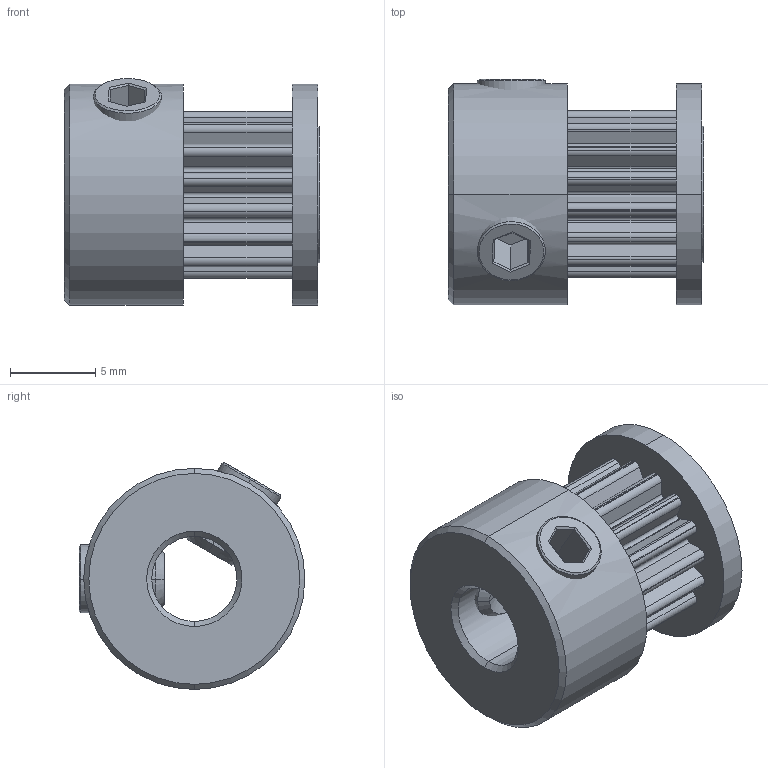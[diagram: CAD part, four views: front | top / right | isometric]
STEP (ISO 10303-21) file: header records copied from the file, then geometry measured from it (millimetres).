
FILE_DESCRIPTION (( 'STEP AP214' ), '1' );
FILE_NAME ('A112 Øêèâ GT2-16, O îòâåðñòèÿ 5 ìì.STEP', '2019-10-18T09:16:07', ( 'Windows User' ), ( '' ), 'SwSTEP 2.0', 'SolidWorks 2019', '' );
FILE_SCHEMA (( 'AUTOMOTIVE_DESIGN' ));
Length unit declared in the file: millimetre
Products named in the file (3): A112 Øêèâ GT2-16, O îòâåðñòèÿ 5 ìì; S54 妈眚 篑蜞眍忸黜 DIN 916 󊅝_M4(4)
Assembly tree (3 placements, depth 2):
  A112 Øêèâ GT2-16, O îòâåðñòèÿ 5 ìì
    A112 Øêèâ GT2-16, O îòâåðñòèÿ 5 ìì
    S54 妈眚 篑蜞眍忸黜 DIN 916 󊅝_M4(4)  x2
Bounding box: 15 x 13.27 x 13.34 mm (x, y, z)
Volume: 1271.3 mm3; surface area: 1529.4 mm2
Topology: 3 solids, 3 shells, 174 faces, 468 edges, 300 vertices
Faces by surface type: cylinder 91, plane 65, cone 18
Entity records: 5268 total; most frequent: CARTESIAN_POINT 1055, DIRECTION 904, ORIENTED_EDGE 836, EDGE_CURVE 418, AXIS2_PLACEMENT_3D 338, VERTEX_POINT 273, VECTOR 228, LINE 228
